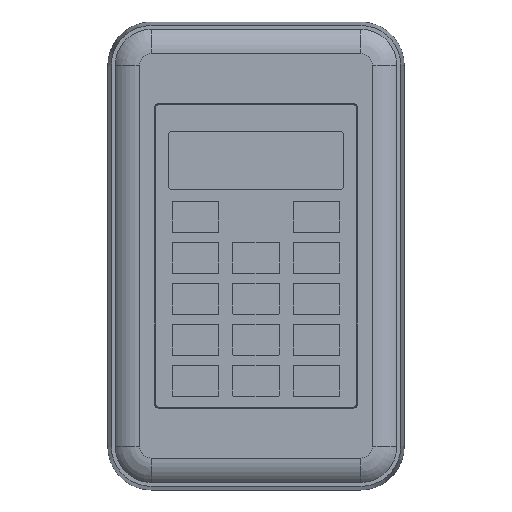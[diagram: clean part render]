
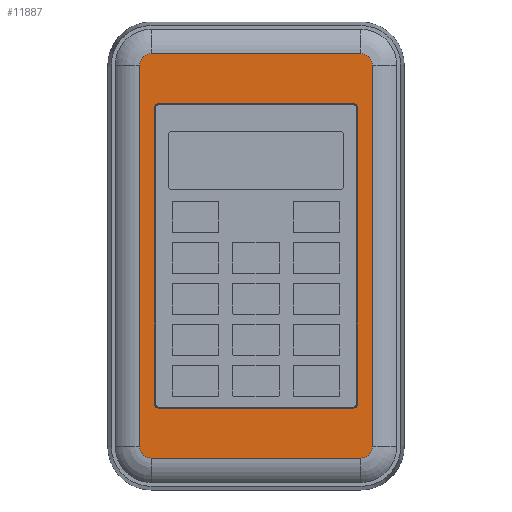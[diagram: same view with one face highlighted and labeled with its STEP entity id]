
A CAD part, top view. The second image highlights one B-rep face of the part: STEP entity #11887.
In plain terms, the highlighted planar face has unit normal (0, 0, 1).
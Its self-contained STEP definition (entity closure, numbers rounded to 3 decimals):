
#48 = DIRECTION ( 'NONE',  ( -1., 0., 0. ) ) ;
#72 = CARTESIAN_POINT ( 'NONE',  ( -25., -39., 13.5 ) ) ;
#221 = CARTESIAN_POINT ( 'NONE',  ( -26.9, 51.836, 13.5 ) ) ;
#469 = EDGE_CURVE ( 'NONE', #11407, #13954, #10061, .T. ) ;
#595 = EDGE_CURVE ( 'NONE', #11520, #9224, #2829, .T. ) ;
#607 = CARTESIAN_POINT ( 'NONE',  ( 26., 38., 13.5 ) ) ;
#644 = CARTESIAN_POINT ( 'NONE',  ( 25., 38., 13.5 ) ) ;
#692 = CARTESIAN_POINT ( 'NONE',  ( 25., -39., 13.5 ) ) ;
#728 = ORIENTED_EDGE ( 'NONE', *, *, #8428, .T. ) ;
#802 = VERTEX_POINT ( 'NONE', #607 ) ;
#841 = EDGE_LOOP ( 'NONE', ( #2467, #10288, #16130, #728, #8325, #10355, #6946, #10722 ) ) ;
#1096 = EDGE_CURVE ( 'NONE', #9224, #11817, #8406, .T. ) ;
#1110 = CIRCLE ( 'NONE', #15326, 2.936 ) ;
#1184 = CIRCLE ( 'NONE', #11988, 1. ) ;
#1455 = AXIS2_PLACEMENT_3D ( 'NONE', #5011, #12200, #3282 ) ;
#1544 = EDGE_CURVE ( 'NONE', #11817, #7266, #15350, .T. ) ;
#1614 = EDGE_CURVE ( 'NONE', #4728, #5491, #11195, .T. ) ;
#1818 = VECTOR ( 'NONE', #7348, 1000. ) ;
#1861 = CARTESIAN_POINT ( 'NONE',  ( 26.9, 51.836, 13.5 ) ) ;
#1866 = CARTESIAN_POINT ( 'NONE',  ( -26.9, -48.9, 13.5 ) ) ;
#1925 = DIRECTION ( 'NONE',  ( -1., 0., 0. ) ) ;
#2013 = CARTESIAN_POINT ( 'NONE',  ( 26.9, -51.836, 13.5 ) ) ;
#2436 = EDGE_CURVE ( 'NONE', #7266, #10461, #1110, .T. ) ;
#2467 = ORIENTED_EDGE ( 'NONE', *, *, #12093, .T. ) ;
#2681 = DIRECTION ( 'NONE',  ( 0., 0., 1. ) ) ;
#2829 = LINE ( 'NONE', #221, #5824 ) ;
#2844 = ORIENTED_EDGE ( 'NONE', *, *, #469, .F. ) ;
#2972 = VERTEX_POINT ( 'NONE', #10958 ) ;
#3017 = DIRECTION ( 'NONE',  ( 0., 0., 1. ) ) ;
#3278 = VECTOR ( 'NONE', #4455, 1000. ) ;
#3282 = DIRECTION ( 'NONE',  ( -1., 0., 0. ) ) ;
#3392 = DIRECTION ( 'NONE',  ( 0., 0., 1. ) ) ;
#3614 = EDGE_CURVE ( 'NONE', #7255, #11407, #5226, .T. ) ;
#3950 = DIRECTION ( 'NONE',  ( 0., 0., 1. ) ) ;
#4455 = DIRECTION ( 'NONE',  ( 0., -1., 0. ) ) ;
#4542 = CARTESIAN_POINT ( 'NONE',  ( -26.9, -51.836, 13.5 ) ) ;
#4613 = CARTESIAN_POINT ( 'NONE',  ( 25., -38., 13.5 ) ) ;
#4710 = EDGE_CURVE ( 'NONE', #6843, #4728, #14725, .T. ) ;
#4728 = VERTEX_POINT ( 'NONE', #11411 ) ;
#4766 = VERTEX_POINT ( 'NONE', #9301 ) ;
#4797 = EDGE_CURVE ( 'NONE', #13261, #2972, #9369, .T. ) ;
#4827 = CARTESIAN_POINT ( 'NONE',  ( -26., 38., 13.5 ) ) ;
#5011 = CARTESIAN_POINT ( 'NONE',  ( -25., -38., 13.5 ) ) ;
#5024 = AXIS2_PLACEMENT_3D ( 'NONE', #10354, #2681, #11628 ) ;
#5032 = CARTESIAN_POINT ( 'NONE',  ( 26., 38., 13.5 ) ) ;
#5226 = LINE ( 'NONE', #15301, #1818 ) ;
#5491 = VERTEX_POINT ( 'NONE', #692 ) ;
#5529 = VECTOR ( 'NONE', #11600, 1000. ) ;
#5824 = VECTOR ( 'NONE', #10477, 1000. ) ;
#5887 = DIRECTION ( 'NONE',  ( -1., 0., 0. ) ) ;
#6250 = CIRCLE ( 'NONE', #11422, 1. ) ;
#6661 = DIRECTION ( 'NONE',  ( 0., 0., 1. ) ) ;
#6808 = CIRCLE ( 'NONE', #12837, 2.936 ) ;
#6843 = VERTEX_POINT ( 'NONE', #6994 ) ;
#6940 = DIRECTION ( 'NONE',  ( 1., 0., 0. ) ) ;
#6946 = ORIENTED_EDGE ( 'NONE', *, *, #1544, .T. ) ;
#6994 = CARTESIAN_POINT ( 'NONE',  ( -26., -38., 13.5 ) ) ;
#7255 = VERTEX_POINT ( 'NONE', #12666 ) ;
#7266 = VERTEX_POINT ( 'NONE', #9839 ) ;
#7319 = FACE_OUTER_BOUND ( 'NONE', #841, .T. ) ;
#7348 = DIRECTION ( 'NONE',  ( -1., 0., 0. ) ) ;
#7468 = VERTEX_POINT ( 'NONE', #11586 ) ;
#7674 = EDGE_CURVE ( 'NONE', #13954, #6843, #13039, .T. ) ;
#7707 = DIRECTION ( 'NONE',  ( 0., 0., 1. ) ) ;
#7757 = VECTOR ( 'NONE', #12889, 1000. ) ;
#7972 = CIRCLE ( 'NONE', #14788, 2.936 ) ;
#8325 = ORIENTED_EDGE ( 'NONE', *, *, #595, .T. ) ;
#8406 = CIRCLE ( 'NONE', #5024, 2.936 ) ;
#8428 = EDGE_CURVE ( 'NONE', #2972, #11520, #6808, .T. ) ;
#8472 = ORIENTED_EDGE ( 'NONE', *, *, #7674, .F. ) ;
#8544 = ORIENTED_EDGE ( 'NONE', *, *, #14048, .F. ) ;
#8551 = VECTOR ( 'NONE', #6940, 1000. ) ;
#8700 = ORIENTED_EDGE ( 'NONE', *, *, #13853, .F. ) ;
#8885 = CARTESIAN_POINT ( 'NONE',  ( -26.9, 51.836, 13.5 ) ) ;
#8929 = DIRECTION ( 'NONE',  ( 0., -1., 0. ) ) ;
#8934 = LINE ( 'NONE', #2013, #8551 ) ;
#9195 = LINE ( 'NONE', #5032, #12185 ) ;
#9224 = VERTEX_POINT ( 'NONE', #8885 ) ;
#9276 = CARTESIAN_POINT ( 'NONE',  ( -25., 39., 13.5 ) ) ;
#9301 = CARTESIAN_POINT ( 'NONE',  ( 26.9, -51.836, 13.5 ) ) ;
#9369 = LINE ( 'NONE', #12294, #5529 ) ;
#9635 = DIRECTION ( 'NONE',  ( 0., 0., 1. ) ) ;
#9839 = CARTESIAN_POINT ( 'NONE',  ( -29.836, -48.9, 13.5 ) ) ;
#9988 = AXIS2_PLACEMENT_3D ( 'NONE', #14288, #6661, #15607 ) ;
#10061 = CIRCLE ( 'NONE', #12310, 1. ) ;
#10105 = ORIENTED_EDGE ( 'NONE', *, *, #3614, .F. ) ;
#10288 = ORIENTED_EDGE ( 'NONE', *, *, #11320, .T. ) ;
#10354 = CARTESIAN_POINT ( 'NONE',  ( -26.9, 48.9, 13.5 ) ) ;
#10355 = ORIENTED_EDGE ( 'NONE', *, *, #1096, .T. ) ;
#10461 = VERTEX_POINT ( 'NONE', #4542 ) ;
#10477 = DIRECTION ( 'NONE',  ( -1., 0., 0. ) ) ;
#10722 = ORIENTED_EDGE ( 'NONE', *, *, #2436, .T. ) ;
#10958 = CARTESIAN_POINT ( 'NONE',  ( 29.836, 48.9, 13.5 ) ) ;
#11062 = CARTESIAN_POINT ( 'NONE',  ( 26.9, 48.9, 13.5 ) ) ;
#11171 = FACE_BOUND ( 'NONE', #14957, .T. ) ;
#11195 = LINE ( 'NONE', #72, #7757 ) ;
#11320 = EDGE_CURVE ( 'NONE', #4766, #13261, #7972, .T. ) ;
#11407 = VERTEX_POINT ( 'NONE', #9276 ) ;
#11411 = CARTESIAN_POINT ( 'NONE',  ( -25., -39., 13.5 ) ) ;
#11422 = AXIS2_PLACEMENT_3D ( 'NONE', #644, #9635, #1925 ) ;
#11520 = VERTEX_POINT ( 'NONE', #1861 ) ;
#11586 = CARTESIAN_POINT ( 'NONE',  ( 26., -38., 13.5 ) ) ;
#11600 = DIRECTION ( 'NONE',  ( 0., 1., 0. ) ) ;
#11620 = CARTESIAN_POINT ( 'NONE',  ( 26.9, -48.9, 13.5 ) ) ;
#11628 = DIRECTION ( 'NONE',  ( 1., 0., 0. ) ) ;
#11720 = PLANE ( 'NONE',  #9988 ) ;
#11817 = VERTEX_POINT ( 'NONE', #14056 ) ;
#11887 = ADVANCED_FACE ( 'NONE', ( #11171, #7319 ), #11720, .T. ) ;
#11988 = AXIS2_PLACEMENT_3D ( 'NONE', #4613, #13516, #5887 ) ;
#12093 = EDGE_CURVE ( 'NONE', #10461, #4766, #8934, .T. ) ;
#12123 = CARTESIAN_POINT ( 'NONE',  ( -26., 38., 13.5 ) ) ;
#12185 = VECTOR ( 'NONE', #13935, 1000. ) ;
#12200 = DIRECTION ( 'NONE',  ( 0., 0., 1. ) ) ;
#12294 = CARTESIAN_POINT ( 'NONE',  ( 29.836, 48.9, 13.5 ) ) ;
#12310 = AXIS2_PLACEMENT_3D ( 'NONE', #15363, #7707, #48 ) ;
#12320 = DIRECTION ( 'NONE',  ( 1., 0., 0. ) ) ;
#12666 = CARTESIAN_POINT ( 'NONE',  ( 25., 39., 13.5 ) ) ;
#12837 = AXIS2_PLACEMENT_3D ( 'NONE', #11062, #3392, #12320 ) ;
#12889 = DIRECTION ( 'NONE',  ( 1., 0., 0. ) ) ;
#12895 = DIRECTION ( 'NONE',  ( 1., 0., 0. ) ) ;
#12975 = ORIENTED_EDGE ( 'NONE', *, *, #1614, .F. ) ;
#13039 = LINE ( 'NONE', #12123, #3278 ) ;
#13222 = EDGE_CURVE ( 'NONE', #802, #7255, #6250, .T. ) ;
#13261 = VERTEX_POINT ( 'NONE', #16058 ) ;
#13516 = DIRECTION ( 'NONE',  ( 0., 0., 1. ) ) ;
#13853 = EDGE_CURVE ( 'NONE', #5491, #7468, #1184, .T. ) ;
#13935 = DIRECTION ( 'NONE',  ( 0., 1., 0. ) ) ;
#13954 = VERTEX_POINT ( 'NONE', #4827 ) ;
#14048 = EDGE_CURVE ( 'NONE', #7468, #802, #9195, .T. ) ;
#14056 = CARTESIAN_POINT ( 'NONE',  ( -29.836, 48.9, 13.5 ) ) ;
#14288 = CARTESIAN_POINT ( 'NONE',  ( 26.9, 48.9, 13.5 ) ) ;
#14708 = ORIENTED_EDGE ( 'NONE', *, *, #13222, .F. ) ;
#14725 = CIRCLE ( 'NONE', #1455, 1. ) ;
#14788 = AXIS2_PLACEMENT_3D ( 'NONE', #11620, #3950, #12895 ) ;
#14865 = DIRECTION ( 'NONE',  ( 1., 0., 0. ) ) ;
#14957 = EDGE_LOOP ( 'NONE', ( #14708, #8544, #8700, #12975, #15854, #8472, #2844, #10105 ) ) ;
#15262 = CARTESIAN_POINT ( 'NONE',  ( -29.836, -48.9, 13.5 ) ) ;
#15301 = CARTESIAN_POINT ( 'NONE',  ( -25., 39., 13.5 ) ) ;
#15326 = AXIS2_PLACEMENT_3D ( 'NONE', #1866, #3017, #14865 ) ;
#15350 = LINE ( 'NONE', #15262, #15795 ) ;
#15363 = CARTESIAN_POINT ( 'NONE',  ( -25., 38., 13.5 ) ) ;
#15607 = DIRECTION ( 'NONE',  ( 1., 0., 0. ) ) ;
#15795 = VECTOR ( 'NONE', #8929, 1000. ) ;
#15854 = ORIENTED_EDGE ( 'NONE', *, *, #4710, .F. ) ;
#16058 = CARTESIAN_POINT ( 'NONE',  ( 29.836, -48.9, 13.5 ) ) ;
#16130 = ORIENTED_EDGE ( 'NONE', *, *, #4797, .T. ) ;
